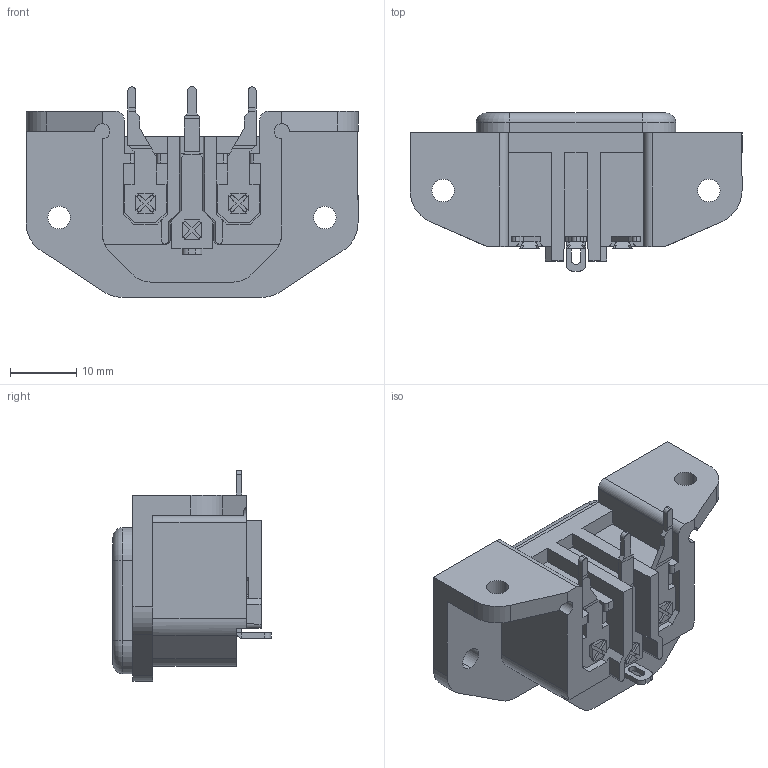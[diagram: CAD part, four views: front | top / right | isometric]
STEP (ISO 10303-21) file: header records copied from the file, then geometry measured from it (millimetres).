
FILE_DESCRIPTION (( 'STEP AP214' ), '1' );
FILE_NAME ('703W-1.STEP', '2014-10-27T06:24:08', ( '' ), ( '' ), 'SwSTEP 2.0', 'SolidWorks 2010', '' );
FILE_SCHEMA (( 'AUTOMOTIVE_DESIGN' ));
Length unit declared in the file: millimetre
Products named in the file (1): 703W-1
Bounding box: 50 x 23.8 x 31.72 mm (x, y, z)
Volume: 7985.2 mm3; surface area: 8109.1 mm2
Topology: 7 solids, 7 shells, 451 faces, 1253 edges, 814 vertices
Faces by surface type: plane 315, cylinder 114, bspline 12, torus 10
Entity records: 20078 total; most frequent: CARTESIAN_POINT 3529, ORIENTED_EDGE 2498, DIRECTION 2255, EDGE_CURVE 1249, LINE 955, VECTOR 955, VERTEX_POINT 814, AXIS2_PLACEMENT_3D 650
